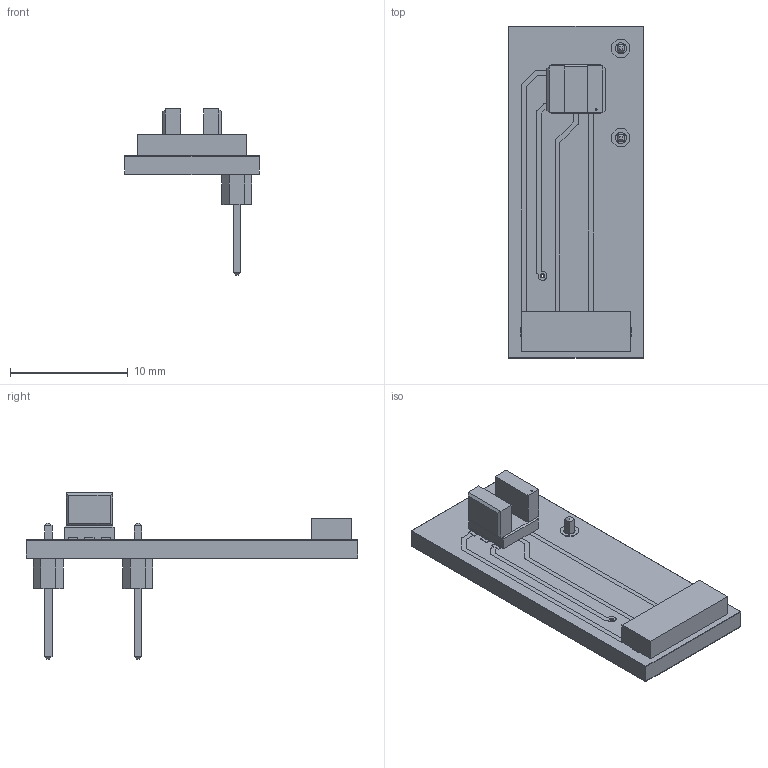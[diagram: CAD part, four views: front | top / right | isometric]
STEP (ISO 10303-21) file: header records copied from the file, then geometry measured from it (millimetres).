
FILE_DESCRIPTION(/* description */ (''),/* implementation_level */ '2;1');
FILE_NAME(/* name */ 'ecnoder_TCUT1350 v3.step',/* time_stamp */ '2022-10-06T23:10:19+02:00',/* author */ (''),/* organization */ (''),/* preprocessor_version */ 'ST-DEVELOPER v19',/* originating_system */ 'Autodesk Translation Framework v11.7.0.108',/* authorisation */ '');
FILE_SCHEMA (('AUTOMOTIVE_DESIGN { 1 0 10303 214 3 1 1 }'));
Length unit declared in the file: millimetre
Products named in the file (11): ecnoder_TCUT1350; Board; Packages; 4POL254; TCUT1350X01; Model; 1X01; 1-copper; 16-copper; 1-soldermask; 16-soldermask
Assembly tree (11 placements, depth 4):
  ecnoder_TCUT1350
    Board
    Packages
      4POL254
      TCUT1350X01
        Model
      1X01  x2
    1-copper
    16-copper
    1-soldermask
    16-soldermask
Bounding box: 11.42 x 28.25 x 14.14 mm (x, y, z)
Volume: 659.4 mm3; surface area: 2717.6 mm2
Topology: 82 solids, 82 shells, 809 faces, 1884 edges, 1244 vertices
Faces by surface type: plane 693, cylinder 116
Full cylindrical faces by diameter (mm): 0.15 x1, 0.28 x5, 0.35 x2, 0.946 x14, 1.016 x4, 1.13 x28, 1.2 x8
Entity records: 22502 total; most frequent: CARTESIAN_POINT 3828, DIRECTION 3660, ORIENTED_EDGE 3640, EDGE_CURVE 1820, LINE 1588, VECTOR 1588, VERTEX_POINT 1204, AXIS2_PLACEMENT_3D 1036
